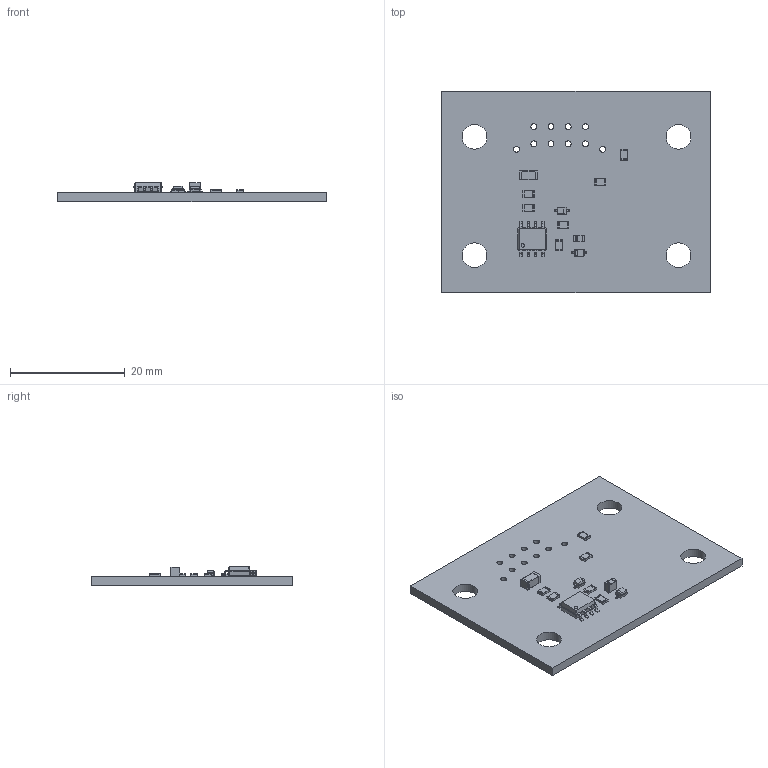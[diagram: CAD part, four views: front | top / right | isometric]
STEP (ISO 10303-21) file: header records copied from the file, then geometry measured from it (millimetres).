
FILE_DESCRIPTION(('KiCad electronic assembly'),'2;1');
FILE_NAME('updatedPrecharge.step','2024-08-21T16:24:46',('Pcbnew'),( 'Kicad'),'Open CASCADE STEP processor 7.7','KiCad to STEP converter' ,'Unknown');
FILE_SCHEMA(('AUTOMOTIVE_DESIGN { 1 0 10303 214 1 1 1 1 }'));
Length unit declared in the file: millimetre
Products named in the file (12): updatedPrecharge 1; R_0805_2012Metric; D_SOD-323; D_SOD_323; C_1206_3216Metric; D_SOD-110; D_SOD_110; SOIC-8_3.9x4.9mm_P1.27mm; SOIC_8_39x49mm_P127mm; updatedPrecharge_PCB
Assembly tree (17 placements, depth 3):
  updatedPrecharge 1
    R_0805_2012Metric  x6
      R_0805_2012Metric
    D_SOD-323  x2
      D_SOD_323
    C_1206_3216Metric
      C_1206_3216Metric
    D_SOD-110
      D_SOD_110
    SOIC-8_3.9x4.9mm_P1.27mm
      SOIC_8_39x49mm_P127mm
    updatedPrecharge_PCB
Bounding box: 46.7 x 35 x 3.45 mm (x, y, z)
Volume: 2560.8 mm3; surface area: 3722.2 mm2
Topology: 12 solids, 12 shells, 549 faces, 1389 edges, 862 vertices
Faces by surface type: plane 310, cylinder 147, bspline 84, sphere 8
Full cylindrical faces by diameter (mm): 0.6 x1, 1.02 x10, 4.3 x4
Entity records: 12932 total; most frequent: CARTESIAN_POINT 2043, ORIENTED_EDGE 1770, DIRECTION 1643, EDGE_CURVE 885, LINE 623, VECTOR 623, VERTEX_POINT 550, AXIS2_PLACEMENT_3D 510
